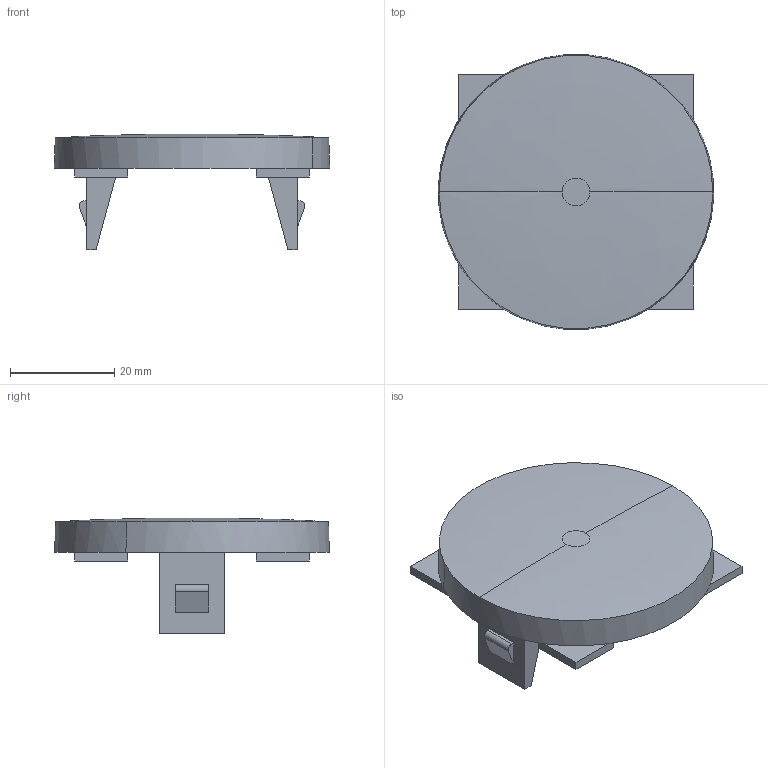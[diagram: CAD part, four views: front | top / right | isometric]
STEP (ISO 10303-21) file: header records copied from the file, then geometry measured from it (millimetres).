
FILE_DESCRIPTION(('CATIA V5 STEP Exchange','CAx-IF Rec.Pracs.--- Model Styling and Organization---1.5--- 2016-08-15','CAx-IF Rec.Pracs.---Supplemental Geometry---1.0---2011-11-01','CAx-IF Rec.Pracs.--- Composite Materials ---1.1---2010-07-15'),'2;1');
FILE_NAME('CB0210.stp','2024-03-25T15:07:19+00:00',('none'),('none'),'CATIA Version 5-6 Release 2020 SP5','CATIA V5 STEP AP214 v2','none');
FILE_SCHEMA(('AUTOMOTIVE_DESIGN { 1 0 10303 214 1 1 1 1 }'));
Length unit declared in the file: millimetre
Products named in the file (1): CB0210 _AllCATPart
Bounding box: 52.84 x 52.74 x 22.19 mm (x, y, z)
Volume: 14725.1 mm3; surface area: 7005.3 mm2
Topology: 1 solids, 1 shells, 62 faces, 182 edges, 126 vertices
Faces by surface type: plane 51, cylinder 6, revolution 2, cone 2, bspline 1
Entity records: 2025 total; most frequent: CARTESIAN_POINT 433, ORIENTED_EDGE 364, DIRECTION 252, EDGE_CURVE 182, VECTOR 152, LINE 152, VERTEX_POINT 126, EDGE_LOOP 66
